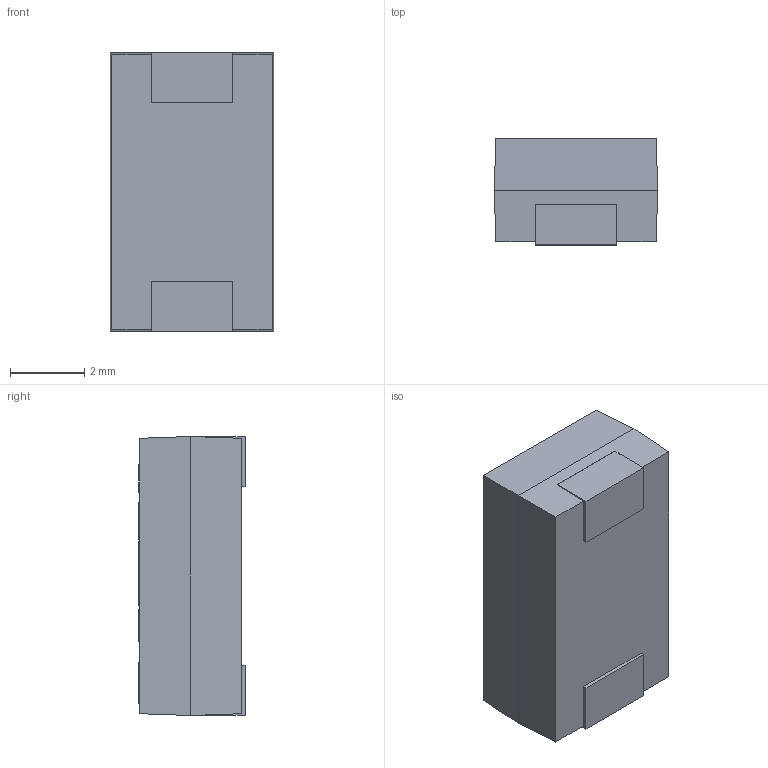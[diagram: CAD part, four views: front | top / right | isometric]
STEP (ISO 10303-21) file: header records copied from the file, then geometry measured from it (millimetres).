
FILE_DESCRIPTION (( 'STEP AP214' ), '1' );
FILE_NAME ('TANTAL-D.STEP', '2024-06-07T10:13:56', ( '' ), ( '' ), 'SwSTEP 2.0', 'SolidWorks 2021', '' );
FILE_SCHEMA (( 'AUTOMOTIVE_DESIGN' ));
Length unit declared in the file: millimetre
Products named in the file (1): TANTAL-D
Bounding box: 4.4 x 2.86 x 7.5 mm (x, y, z)
Volume: 90 mm3; surface area: 131 mm2
Topology: 1 solids, 1 shells, 102 faces, 274 edges, 180 vertices
Faces by surface type: plane 78, bspline 24
Entity records: 5214 total; most frequent: CARTESIAN_POINT 1669, ORIENTED_EDGE 548, DIRECTION 384, EDGE_CURVE 274, LINE 226, VECTOR 226, VERTEX_POINT 180, EDGE_LOOP 108
